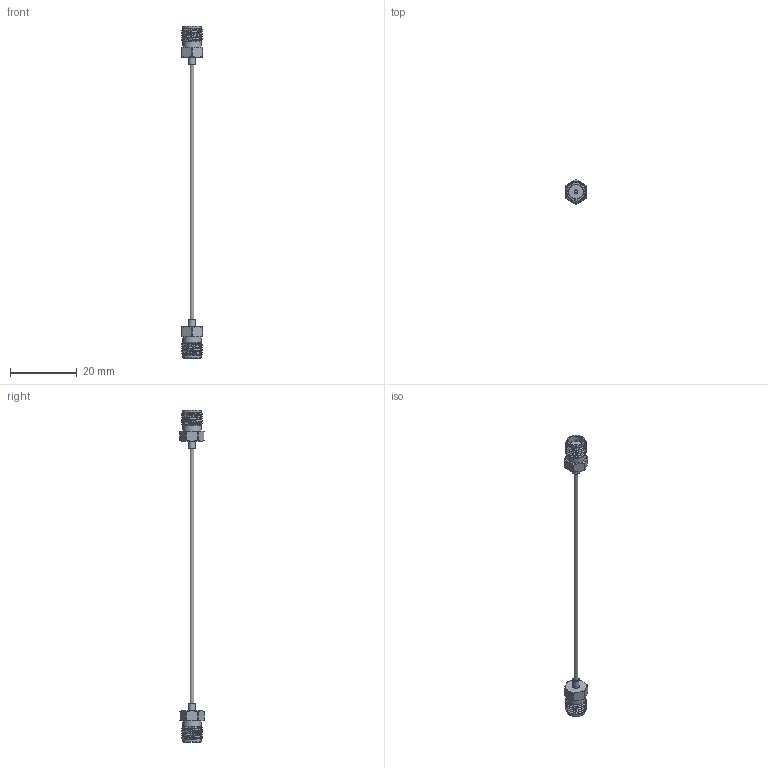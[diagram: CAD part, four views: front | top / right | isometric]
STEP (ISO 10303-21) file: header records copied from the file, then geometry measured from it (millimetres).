
FILE_DESCRIPTION (( 'STEP AP203' ), '1' );
FILE_NAME ('PE3758_3D.step', '2022-01-24T17:12:32', ( '' ), ( '' ), 'SwSTEP 2.0', 'SolidWorks 2021', '' );
FILE_SCHEMA (( 'CONFIG_CONTROL_DESIGN' ));
Length unit declared in the file: inch
Products named in the file (3): PE-047SR^PE3758_PE-020SR; PE4418^PE3758; PE3758_3D
Assembly tree (3 placements, depth 2):
  PE3758_3D
    PE-047SR^PE3758_PE-020SR
    PE4418^PE3758  x2
Bounding box: 6.35 x 7.2 x 99.52 mm (x, y, z)
Volume: 566 mm3; surface area: 989.6 mm2
Topology: 3 solids, 3 shells, 117 faces, 291 edges, 190 vertices
Faces by surface type: plane 44, cone 36, cylinder 29, bspline 6, torus 2
Full cylindrical faces by diameter (mm): 0.914 x2, 1.143 x2, 1.168 x2, 1.194 x1, 2.083 x2, 4.572 x2, 5.582 x4
Entity records: 3181 total; most frequent: CARTESIAN_POINT 1543, DIRECTION 268, ORIENTED_EDGE 264, EDGE_CURVE 132, AXIS2_PLACEMENT_3D 114, VERTEX_POINT 92, EDGE_LOOP 76, FACE_OUTER_BOUND 69
